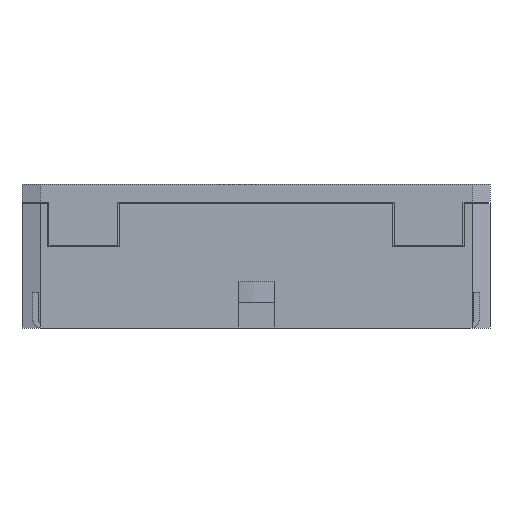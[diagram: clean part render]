
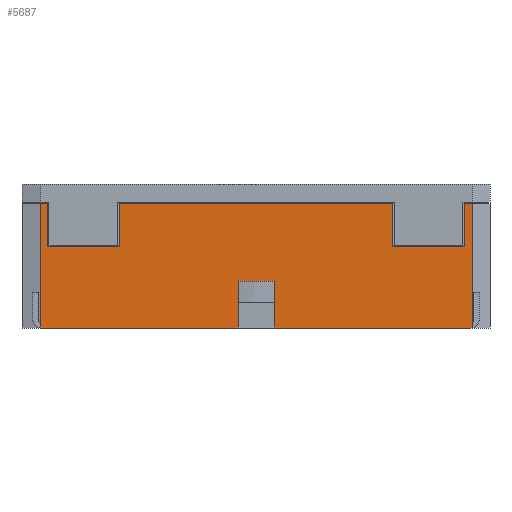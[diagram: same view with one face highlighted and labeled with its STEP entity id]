
A CAD part, front view. The second image highlights one B-rep face of the part: STEP entity #5687.
In plain terms, the highlighted planar face has unit normal (0, -1, 0).
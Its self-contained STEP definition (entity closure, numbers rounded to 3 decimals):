
#3 = EDGE_CURVE ( 'NONE', #1906, #7976, #5394, .T. ) ;
#218 = DIRECTION ( 'NONE',  ( -1., 0., 0. ) ) ;
#330 = DIRECTION ( 'NONE',  ( -1., 0., 0. ) ) ;
#400 = LINE ( 'NONE', #6310, #2494 ) ;
#468 = CARTESIAN_POINT ( 'NONE',  ( -5.8, -6.441, 3.45 ) ) ;
#605 = VERTEX_POINT ( 'NONE', #7135 ) ;
#810 = CARTESIAN_POINT ( 'NONE',  ( 6., -6.441, 3.45 ) ) ;
#893 = VERTEX_POINT ( 'NONE', #1011 ) ;
#946 = VERTEX_POINT ( 'NONE', #4800 ) ;
#1011 = CARTESIAN_POINT ( 'NONE',  ( -0.5, -6.441, 0. ) ) ;
#1086 = ORIENTED_EDGE ( 'NONE', *, *, #2831, .T. ) ;
#1205 = CARTESIAN_POINT ( 'NONE',  ( 6., -6.441, 0. ) ) ;
#1261 = ORIENTED_EDGE ( 'NONE', *, *, #3, .T. ) ;
#1434 = LINE ( 'NONE', #8796, #9400 ) ;
#1481 = LINE ( 'NONE', #4588, #9199 ) ;
#1630 = ORIENTED_EDGE ( 'NONE', *, *, #7497, .T. ) ;
#1716 = VERTEX_POINT ( 'NONE', #5703 ) ;
#1720 = VERTEX_POINT ( 'NONE', #8518 ) ;
#1742 = LINE ( 'NONE', #9019, #5597 ) ;
#1823 = VERTEX_POINT ( 'NONE', #468 ) ;
#1864 = LINE ( 'NONE', #1205, #5488 ) ;
#1905 = ORIENTED_EDGE ( 'NONE', *, *, #6791, .T. ) ;
#1906 = VERTEX_POINT ( 'NONE', #5285 ) ;
#1959 = CARTESIAN_POINT ( 'NONE',  ( 3.8, -6.441, 2.25 ) ) ;
#2004 = CARTESIAN_POINT ( 'NONE',  ( -6., -6.441, 0. ) ) ;
#2014 = VECTOR ( 'NONE', #6615, 1000. ) ;
#2461 = DIRECTION ( 'NONE',  ( 0., 0., -1. ) ) ;
#2494 = VECTOR ( 'NONE', #2461, 1000. ) ;
#2497 = CARTESIAN_POINT ( 'NONE',  ( 6., -6.441, 3.45 ) ) ;
#2514 = LINE ( 'NONE', #2895, #4303 ) ;
#2664 = EDGE_CURVE ( 'NONE', #3401, #1720, #4105, .T. ) ;
#2729 = EDGE_LOOP ( 'NONE', ( #4836, #4574, #1086, #1905, #7357, #1261, #8164, #3358, #4662, #6239, #1630, #3203, #2937, #7882, #5330, #4870 ) ) ;
#2765 = CARTESIAN_POINT ( 'NONE',  ( -6., -6.441, 3.45 ) ) ;
#2811 = CARTESIAN_POINT ( 'NONE',  ( -5.8, -6.441, 2.25 ) ) ;
#2816 = DIRECTION ( 'NONE',  ( -1., 0., 0. ) ) ;
#2831 = EDGE_CURVE ( 'NONE', #4891, #1716, #1434, .T. ) ;
#2895 = CARTESIAN_POINT ( 'NONE',  ( 5.8, -6.441, 3.45 ) ) ;
#2929 = PLANE ( 'NONE',  #4225 ) ;
#2937 = ORIENTED_EDGE ( 'NONE', *, *, #6225, .T. ) ;
#3137 = VERTEX_POINT ( 'NONE', #9735 ) ;
#3152 = DIRECTION ( 'NONE',  ( 0., 0., 1. ) ) ;
#3203 = ORIENTED_EDGE ( 'NONE', *, *, #7136, .T. ) ;
#3338 = VECTOR ( 'NONE', #3699, 1000. ) ;
#3339 = EDGE_CURVE ( 'NONE', #605, #3401, #6489, .T. ) ;
#3358 = ORIENTED_EDGE ( 'NONE', *, *, #6294, .T. ) ;
#3401 = VERTEX_POINT ( 'NONE', #2497 ) ;
#3595 = CARTESIAN_POINT ( 'NONE',  ( -3.8, -6.441, 3.45 ) ) ;
#3676 = CARTESIAN_POINT ( 'NONE',  ( -0.5, -6.441, 0. ) ) ;
#3699 = DIRECTION ( 'NONE',  ( -1., 0., 0. ) ) ;
#3707 = EDGE_CURVE ( 'NONE', #605, #946, #1864, .T. ) ;
#3745 = DIRECTION ( 'NONE',  ( 0., 0., -1. ) ) ;
#4096 = CARTESIAN_POINT ( 'NONE',  ( -5.8, -6.441, 3.45 ) ) ;
#4105 = LINE ( 'NONE', #810, #7981 ) ;
#4144 = EDGE_CURVE ( 'NONE', #7976, #1823, #1742, .T. ) ;
#4225 = AXIS2_PLACEMENT_3D ( 'NONE', #7620, #8375, #3745 ) ;
#4290 = LINE ( 'NONE', #7323, #8390 ) ;
#4303 = VECTOR ( 'NONE', #8281, 1000. ) ;
#4333 = DIRECTION ( 'NONE',  ( 0., 0., 1. ) ) ;
#4574 = ORIENTED_EDGE ( 'NONE', *, *, #5467, .T. ) ;
#4588 = CARTESIAN_POINT ( 'NONE',  ( -0.5, -6.441, 0. ) ) ;
#4629 = LINE ( 'NONE', #5749, #8485 ) ;
#4662 = ORIENTED_EDGE ( 'NONE', *, *, #6907, .F. ) ;
#4678 = CARTESIAN_POINT ( 'NONE',  ( 6., -6.441, 0. ) ) ;
#4800 = CARTESIAN_POINT ( 'NONE',  ( 0.5, -6.441, 0. ) ) ;
#4836 = ORIENTED_EDGE ( 'NONE', *, *, #5638, .T. ) ;
#4870 = ORIENTED_EDGE ( 'NONE', *, *, #2664, .T. ) ;
#4878 = EDGE_CURVE ( 'NONE', #9023, #1906, #8178, .T. ) ;
#4891 = VERTEX_POINT ( 'NONE', #1959 ) ;
#4995 = VECTOR ( 'NONE', #218, 1000. ) ;
#5230 = LINE ( 'NONE', #4096, #4995 ) ;
#5285 = CARTESIAN_POINT ( 'NONE',  ( -3.8, -6.441, 2.25 ) ) ;
#5330 = ORIENTED_EDGE ( 'NONE', *, *, #3339, .T. ) ;
#5394 = LINE ( 'NONE', #9092, #3338 ) ;
#5407 = DIRECTION ( 'NONE',  ( -1., 0., 0. ) ) ;
#5466 = VECTOR ( 'NONE', #4333, 1000. ) ;
#5467 = EDGE_CURVE ( 'NONE', #8396, #4891, #4290, .T. ) ;
#5484 = DIRECTION ( 'NONE',  ( 1., 0., 0. ) ) ;
#5488 = VECTOR ( 'NONE', #2816, 1000. ) ;
#5565 = VECTOR ( 'NONE', #9072, 1000. ) ;
#5597 = VECTOR ( 'NONE', #8290, 1000. ) ;
#5599 = VERTEX_POINT ( 'NONE', #8218 ) ;
#5638 = EDGE_CURVE ( 'NONE', #1720, #8396, #2514, .T. ) ;
#5687 = ADVANCED_FACE ( 'NONE', ( #6126 ), #2929, .T. ) ;
#5688 = LINE ( 'NONE', #7026, #7510 ) ;
#5695 = DIRECTION ( 'NONE',  ( 0., 0., 1. ) ) ;
#5703 = CARTESIAN_POINT ( 'NONE',  ( 3.8, -6.441, 3.45 ) ) ;
#5749 = CARTESIAN_POINT ( 'NONE',  ( 3.8, -6.441, 3.45 ) ) ;
#5809 = CARTESIAN_POINT ( 'NONE',  ( -3.8, -6.441, 3.45 ) ) ;
#5879 = VERTEX_POINT ( 'NONE', #2765 ) ;
#6126 = FACE_OUTER_BOUND ( 'NONE', #2729, .T. ) ;
#6141 = DIRECTION ( 'NONE',  ( -1., 0., 0. ) ) ;
#6225 = EDGE_CURVE ( 'NONE', #5599, #946, #400, .T. ) ;
#6239 = ORIENTED_EDGE ( 'NONE', *, *, #6524, .F. ) ;
#6248 = VECTOR ( 'NONE', #3152, 1000. ) ;
#6294 = EDGE_CURVE ( 'NONE', #1823, #5879, #5230, .T. ) ;
#6310 = CARTESIAN_POINT ( 'NONE',  ( 0.5, -6.441, 1.3 ) ) ;
#6489 = LINE ( 'NONE', #4678, #6248 ) ;
#6524 = EDGE_CURVE ( 'NONE', #893, #3137, #1481, .T. ) ;
#6615 = DIRECTION ( 'NONE',  ( 0., 0., -1. ) ) ;
#6791 = EDGE_CURVE ( 'NONE', #1716, #9023, #4629, .T. ) ;
#6907 = EDGE_CURVE ( 'NONE', #3137, #5879, #7526, .T. ) ;
#7026 = CARTESIAN_POINT ( 'NONE',  ( -0.5, -6.441, 1.3 ) ) ;
#7051 = VERTEX_POINT ( 'NONE', #8452 ) ;
#7135 = CARTESIAN_POINT ( 'NONE',  ( 6., -6.441, 0. ) ) ;
#7136 = EDGE_CURVE ( 'NONE', #7051, #5599, #5688, .T. ) ;
#7323 = CARTESIAN_POINT ( 'NONE',  ( 5.8, -6.441, 2.25 ) ) ;
#7357 = ORIENTED_EDGE ( 'NONE', *, *, #4878, .T. ) ;
#7497 = EDGE_CURVE ( 'NONE', #893, #7051, #7627, .T. ) ;
#7510 = VECTOR ( 'NONE', #5484, 1000. ) ;
#7526 = LINE ( 'NONE', #2004, #5466 ) ;
#7620 = CARTESIAN_POINT ( 'NONE',  ( 6., -6.441, 0. ) ) ;
#7627 = LINE ( 'NONE', #3676, #5565 ) ;
#7882 = ORIENTED_EDGE ( 'NONE', *, *, #3707, .F. ) ;
#7976 = VERTEX_POINT ( 'NONE', #2811 ) ;
#7981 = VECTOR ( 'NONE', #5407, 1000. ) ;
#8082 = DIRECTION ( 'NONE',  ( -1., 0., 0. ) ) ;
#8164 = ORIENTED_EDGE ( 'NONE', *, *, #4144, .T. ) ;
#8178 = LINE ( 'NONE', #5809, #2014 ) ;
#8218 = CARTESIAN_POINT ( 'NONE',  ( 0.5, -6.441, 1.3 ) ) ;
#8281 = DIRECTION ( 'NONE',  ( 0., 0., -1. ) ) ;
#8290 = DIRECTION ( 'NONE',  ( 0., 0., 1. ) ) ;
#8375 = DIRECTION ( 'NONE',  ( 0., -1., 0. ) ) ;
#8390 = VECTOR ( 'NONE', #8082, 1000. ) ;
#8396 = VERTEX_POINT ( 'NONE', #8878 ) ;
#8452 = CARTESIAN_POINT ( 'NONE',  ( -0.5, -6.441, 1.3 ) ) ;
#8485 = VECTOR ( 'NONE', #330, 1000. ) ;
#8518 = CARTESIAN_POINT ( 'NONE',  ( 5.8, -6.441, 3.45 ) ) ;
#8796 = CARTESIAN_POINT ( 'NONE',  ( 3.8, -6.441, 2.25 ) ) ;
#8878 = CARTESIAN_POINT ( 'NONE',  ( 5.8, -6.441, 2.25 ) ) ;
#9019 = CARTESIAN_POINT ( 'NONE',  ( -5.8, -6.441, 2.25 ) ) ;
#9023 = VERTEX_POINT ( 'NONE', #3595 ) ;
#9072 = DIRECTION ( 'NONE',  ( 0., 0., 1. ) ) ;
#9092 = CARTESIAN_POINT ( 'NONE',  ( -3.8, -6.441, 2.25 ) ) ;
#9199 = VECTOR ( 'NONE', #6141, 1000. ) ;
#9400 = VECTOR ( 'NONE', #5695, 1000. ) ;
#9735 = CARTESIAN_POINT ( 'NONE',  ( -6., -6.441, 0. ) ) ;
